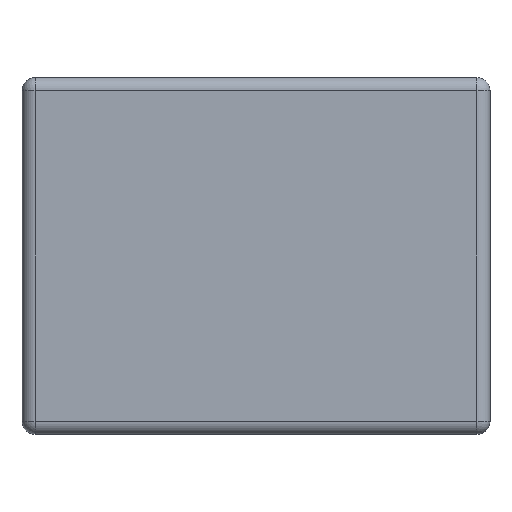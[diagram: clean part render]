
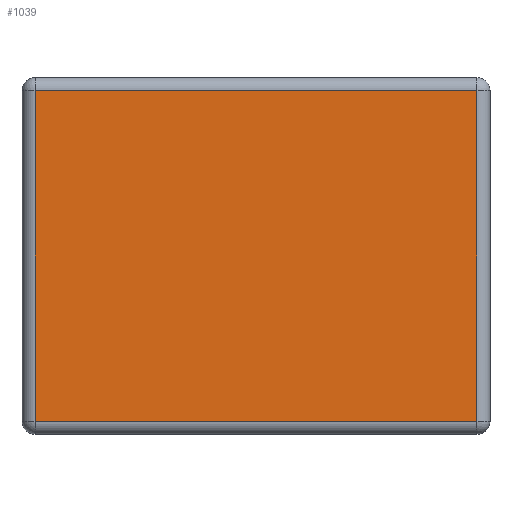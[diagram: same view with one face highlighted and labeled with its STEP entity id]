
A CAD part, front view. The second image highlights one B-rep face of the part: STEP entity #1039.
In plain terms, the highlighted planar face has unit normal (0, -1, 0).
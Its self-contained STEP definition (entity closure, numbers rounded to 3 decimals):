
#28=PLANE('',#1189);
#73=LINE('',#1764,#144);
#79=LINE('',#1793,#150);
#82=LINE('',#1798,#153);
#84=LINE('',#1801,#155);
#144=VECTOR('',#1432,20.2);
#150=VECTOR('',#1470,20.2);
#153=VECTOR('',#1477,27.);
#155=VECTOR('',#1481,27.);
#287=FACE_OUTER_BOUND('',#360,.T.);
#360=EDGE_LOOP('',(#944,#945,#946,#947));
#481=VERTEX_POINT('',#1697);
#499=VERTEX_POINT('',#1759);
#501=VERTEX_POINT('',#1767);
#505=VERTEX_POINT('',#1787);
#614=EDGE_CURVE('',#481,#499,#73,.T.);
#629=EDGE_CURVE('',#505,#501,#79,.T.);
#632=EDGE_CURVE('',#499,#505,#82,.T.);
#634=EDGE_CURVE('',#501,#481,#84,.T.);
#944=ORIENTED_EDGE('',*,*,#629,.F.);
#945=ORIENTED_EDGE('',*,*,#632,.F.);
#946=ORIENTED_EDGE('',*,*,#614,.F.);
#947=ORIENTED_EDGE('',*,*,#634,.F.);
#1039=ADVANCED_FACE('',(#287),#28,.T.);
#1189=AXIS2_PLACEMENT_3D('',#1856,#1555,#1556);
#1432=DIRECTION('',(0.,0.,1.));
#1470=DIRECTION('',(0.,0.,-1.));
#1477=DIRECTION('',(1.,0.,0.));
#1481=DIRECTION('',(-1.,0.,0.));
#1555=DIRECTION('center_axis',(0.,-1.,0.));
#1556=DIRECTION('ref_axis',(1.,0.,0.));
#1697=CARTESIAN_POINT('',(-13.5,-4.8,-1.));
#1759=CARTESIAN_POINT('',(-13.5,-4.8,19.2));
#1764=CARTESIAN_POINT('',(-13.5,-4.8,0.));
#1767=CARTESIAN_POINT('',(13.5,-4.8,-1.));
#1787=CARTESIAN_POINT('',(13.5,-4.8,19.2));
#1793=CARTESIAN_POINT('',(13.5,-4.8,0.));
#1798=CARTESIAN_POINT('',(-7.15,-4.8,19.2));
#1801=CARTESIAN_POINT('',(-7.15,-4.8,-1.));
#1856=CARTESIAN_POINT('Origin',(-14.3,-4.8,0.));
